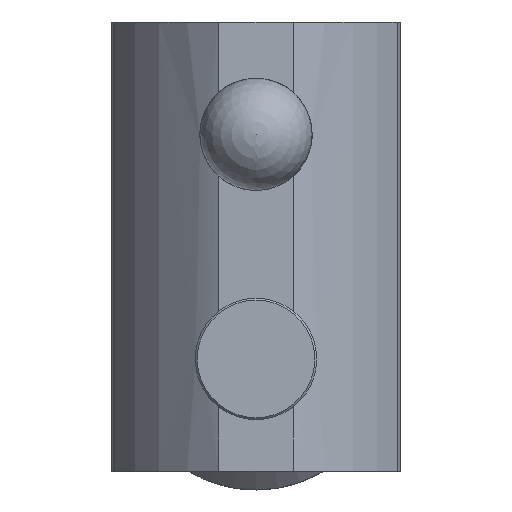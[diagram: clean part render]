
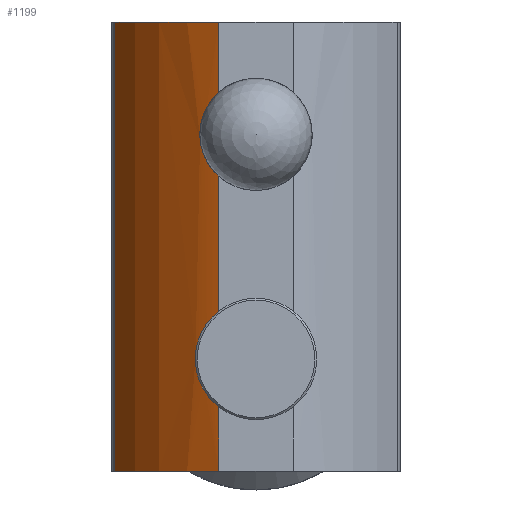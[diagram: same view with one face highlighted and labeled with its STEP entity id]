
A CAD part, left-side view. The second image highlights one B-rep face of the part: STEP entity #1199.
In plain terms, the highlighted cylindrical face has radius 7.5 mm (diameter 15 mm), a partial arc.
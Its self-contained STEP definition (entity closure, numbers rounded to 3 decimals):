
#82=FACE_OUTER_BOUND('',#147,.T.);
#147=EDGE_LOOP('',(#785,#786,#787,#788,#789,#790,#791,#792));
#218=B_SPLINE_CURVE_WITH_KNOTS('',3,(#1796,#1797,#1798,#1799,#1800,#1801,
#1802,#1803,#1804,#1805,#1806,#1807,#1808,#1809),.UNSPECIFIED.,.F.,.F.,
(4,2,2,2,2,2,4),(-0.601,-0.588,-0.531,
-0.474,-0.417,-0.36,-0.347),
 .UNSPECIFIED.);
#222=B_SPLINE_CURVE_WITH_KNOTS('',3,(#1865,#1866,#1867,#1868,#1869,#1870,
#1871,#1872,#1873,#1874,#1875,#1876,#1877,#1878),.UNSPECIFIED.,.F.,.F.,
(4,2,2,2,2,2,4),(0.364,0.39,0.451,
0.513,0.574,0.636,0.662),
 .UNSPECIFIED.);
#236=LINE('',#1854,#321);
#237=LINE('',#1859,#322);
#238=LINE('',#1863,#323);
#239=LINE('',#1879,#324);
#321=VECTOR('',#1446,1000.);
#322=VECTOR('',#1451,1000.);
#323=VECTOR('',#1454,1000.);
#324=VECTOR('',#1455,1000.);
#407=CIRCLE('',#1294,7.5);
#408=CIRCLE('',#1295,7.5);
#475=VERTEX_POINT('',#1793);
#476=VERTEX_POINT('',#1795);
#485=VERTEX_POINT('',#1852);
#486=VERTEX_POINT('',#1856);
#487=VERTEX_POINT('',#1858);
#488=VERTEX_POINT('',#1860);
#489=VERTEX_POINT('',#1862);
#490=VERTEX_POINT('',#1864);
#591=EDGE_CURVE('',#475,#476,#218,.T.);
#604=EDGE_CURVE('',#475,#485,#236,.T.);
#605=EDGE_CURVE('',#485,#486,#407,.T.);
#606=EDGE_CURVE('',#487,#486,#237,.T.);
#607=EDGE_CURVE('',#488,#487,#408,.T.);
#608=EDGE_CURVE('',#488,#489,#238,.T.);
#609=EDGE_CURVE('',#490,#489,#222,.T.);
#610=EDGE_CURVE('',#490,#476,#239,.T.);
#785=ORIENTED_EDGE('',*,*,#591,.F.);
#786=ORIENTED_EDGE('',*,*,#604,.T.);
#787=ORIENTED_EDGE('',*,*,#605,.T.);
#788=ORIENTED_EDGE('',*,*,#606,.F.);
#789=ORIENTED_EDGE('',*,*,#607,.F.);
#790=ORIENTED_EDGE('',*,*,#608,.T.);
#791=ORIENTED_EDGE('',*,*,#609,.F.);
#792=ORIENTED_EDGE('',*,*,#610,.T.);
#1113=CYLINDRICAL_SURFACE('',#1293,7.5);
#1199=ADVANCED_FACE('',(#82),#1113,.T.);
#1293=AXIS2_PLACEMENT_3D('',#1855,#1447,#1448);
#1294=AXIS2_PLACEMENT_3D('',#1857,#1449,#1450);
#1295=AXIS2_PLACEMENT_3D('',#1861,#1452,#1453);
#1446=DIRECTION('',(0.,0.,1.));
#1447=DIRECTION('center_axis',(0.,0.,1.));
#1448=DIRECTION('ref_axis',(0.,1.,0.));
#1449=DIRECTION('center_axis',(0.,0.,-1.));
#1450=DIRECTION('ref_axis',(-1.,0.,0.));
#1451=DIRECTION('',(0.,0.,1.));
#1452=DIRECTION('center_axis',(0.,0.,-1.));
#1453=DIRECTION('ref_axis',(-1.,0.,0.));
#1454=DIRECTION('',(0.,0.,1.));
#1455=DIRECTION('',(0.,0.,1.));
#1793=CARTESIAN_POINT('',(-8.278,1.,7.118));
#1795=CARTESIAN_POINT('',(-8.278,1.,4.882));
#1796=CARTESIAN_POINT('Ctrl Pts',(-8.278,1.,7.118));
#1797=CARTESIAN_POINT('Ctrl Pts',(-8.259,1.03,7.091));
#1798=CARTESIAN_POINT('Ctrl Pts',(-8.241,1.06,7.063));
#1799=CARTESIAN_POINT('Ctrl Pts',(-8.149,1.207,6.907));
#1800=CARTESIAN_POINT('Ctrl Pts',(-8.076,1.315,6.747));
#1801=CARTESIAN_POINT('Ctrl Pts',(-7.974,1.462,6.388));
#1802=CARTESIAN_POINT('Ctrl Pts',(-7.945,1.5,6.19));
#1803=CARTESIAN_POINT('Ctrl Pts',(-7.945,1.5,5.81));
#1804=CARTESIAN_POINT('Ctrl Pts',(-7.974,1.462,5.612));
#1805=CARTESIAN_POINT('Ctrl Pts',(-8.076,1.315,5.253));
#1806=CARTESIAN_POINT('Ctrl Pts',(-8.149,1.207,5.093));
#1807=CARTESIAN_POINT('Ctrl Pts',(-8.241,1.06,4.937));
#1808=CARTESIAN_POINT('Ctrl Pts',(-8.259,1.03,4.909));
#1809=CARTESIAN_POINT('Ctrl Pts',(-8.278,1.,4.882));
#1852=CARTESIAN_POINT('',(-8.278,1.,9.));
#1854=CARTESIAN_POINT('',(-8.278,1.,-3.));
#1855=CARTESIAN_POINT('Origin',(-1.871,-2.899,-3.));
#1856=CARTESIAN_POINT('',(-5.298,3.772,9.));
#1857=CARTESIAN_POINT('Origin',(-1.871,-2.899,9.));
#1858=CARTESIAN_POINT('',(-5.298,3.772,-3.));
#1859=CARTESIAN_POINT('',(-5.298,3.772,-3.));
#1860=CARTESIAN_POINT('',(-8.278,1.,-3.));
#1861=CARTESIAN_POINT('Origin',(-1.871,-2.899,-3.));
#1862=CARTESIAN_POINT('',(-8.278,1.,-1.276));
#1863=CARTESIAN_POINT('',(-8.278,1.,-3.));
#1864=CARTESIAN_POINT('',(-8.278,1.,1.276));
#1865=CARTESIAN_POINT('Ctrl Pts',(-8.278,1.,1.276));
#1866=CARTESIAN_POINT('Ctrl Pts',(-8.239,1.063,1.226));
#1867=CARTESIAN_POINT('Ctrl Pts',(-8.202,1.122,1.172));
#1868=CARTESIAN_POINT('Ctrl Pts',(-8.084,1.305,0.98));
#1869=CARTESIAN_POINT('Ctrl Pts',(-8.002,1.422,0.807));
#1870=CARTESIAN_POINT('Ctrl Pts',(-7.888,1.58,0.42));
#1871=CARTESIAN_POINT('Ctrl Pts',(-7.856,1.621,0.205));
#1872=CARTESIAN_POINT('Ctrl Pts',(-7.856,1.621,-0.205));
#1873=CARTESIAN_POINT('Ctrl Pts',(-7.888,1.58,-0.42));
#1874=CARTESIAN_POINT('Ctrl Pts',(-8.002,1.422,-0.807));
#1875=CARTESIAN_POINT('Ctrl Pts',(-8.084,1.305,-0.98));
#1876=CARTESIAN_POINT('Ctrl Pts',(-8.202,1.122,-1.172));
#1877=CARTESIAN_POINT('Ctrl Pts',(-8.239,1.063,-1.226));
#1878=CARTESIAN_POINT('Ctrl Pts',(-8.278,1.,-1.276));
#1879=CARTESIAN_POINT('',(-8.278,1.,-3.));
